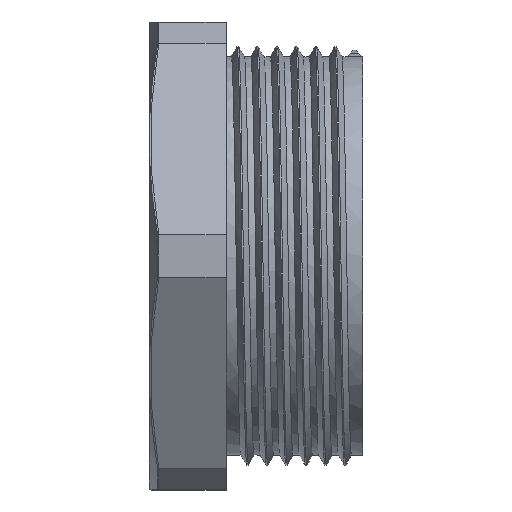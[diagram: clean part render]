
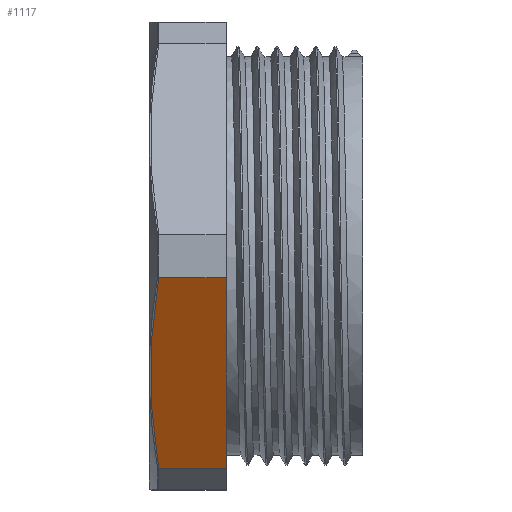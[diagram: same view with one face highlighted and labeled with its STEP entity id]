
A CAD part, front view. The second image highlights one B-rep face of the part: STEP entity #1117.
In plain terms, the highlighted planar face has unit normal (0, -0.866, -0.5).
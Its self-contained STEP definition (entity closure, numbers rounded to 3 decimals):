
#33=PLANE('',#1222);
#66=B_SPLINE_CURVE_WITH_KNOTS('',3,(#1898,#1899,#1900,#1901,#1902),
 .UNSPECIFIED.,.F.,.F.,(4,1,4),(0.301,1.029,1.999),
 .UNSPECIFIED.);
#145=FACE_OUTER_BOUND('',#224,.T.);
#224=EDGE_LOOP('',(#803,#804,#805,#806));
#310=LINE('',#1857,#354);
#314=LINE('',#1904,#358);
#315=LINE('',#1905,#359);
#354=VECTOR('',#1385,10.);
#358=VECTOR('',#1413,10.);
#359=VECTOR('',#1414,10.);
#490=VERTEX_POINT('',#1850);
#493=VERTEX_POINT('',#1855);
#498=VERTEX_POINT('',#1897);
#499=VERTEX_POINT('',#1903);
#605=EDGE_CURVE('',#493,#490,#310,.T.);
#616=EDGE_CURVE('',#498,#493,#66,.T.);
#617=EDGE_CURVE('',#499,#498,#314,.T.);
#618=EDGE_CURVE('',#490,#499,#315,.T.);
#803=ORIENTED_EDGE('',*,*,#605,.F.);
#804=ORIENTED_EDGE('',*,*,#616,.F.);
#805=ORIENTED_EDGE('',*,*,#617,.F.);
#806=ORIENTED_EDGE('',*,*,#618,.F.);
#1117=ADVANCED_FACE('',(#145),#33,.F.);
#1222=AXIS2_PLACEMENT_3D('',#1896,#1411,#1412);
#1385=DIRECTION('',(1.,0.,0.));
#1411=DIRECTION('center_axis',(0.,0.866,
0.5));
#1412=DIRECTION('ref_axis',(0.,-0.5,0.866));
#1413=DIRECTION('',(-1.,0.,0.));
#1414=DIRECTION('',(0.,0.5,-0.866));
#1850=CARTESIAN_POINT('',(-10.5,-19.818,-1.674));
#1855=CARTESIAN_POINT('',(-15.679,-19.818,-1.674));
#1857=CARTESIAN_POINT('',(-16.4,-19.818,-1.674));
#1896=CARTESIAN_POINT('Origin',(-16.4,-11.346,-16.349));
#1897=CARTESIAN_POINT('',(-15.679,-11.359,-16.326));
#1898=CARTESIAN_POINT('Ctrl Pts',(-15.679,-11.359,-16.326));
#1899=CARTESIAN_POINT('Ctrl Pts',(-16.03,-12.559,-14.247));
#1900=CARTESIAN_POINT('Ctrl Pts',(-16.569,-15.384,-9.354));
#1901=CARTESIAN_POINT('Ctrl Pts',(-16.147,-18.218,-4.446));
#1902=CARTESIAN_POINT('Ctrl Pts',(-15.679,-19.818,-1.674));
#1903=CARTESIAN_POINT('',(-10.5,-11.359,-16.326));
#1904=CARTESIAN_POINT('',(-16.4,-11.359,-16.326));
#1905=CARTESIAN_POINT('',(-10.5,-11.55,-15.995));
